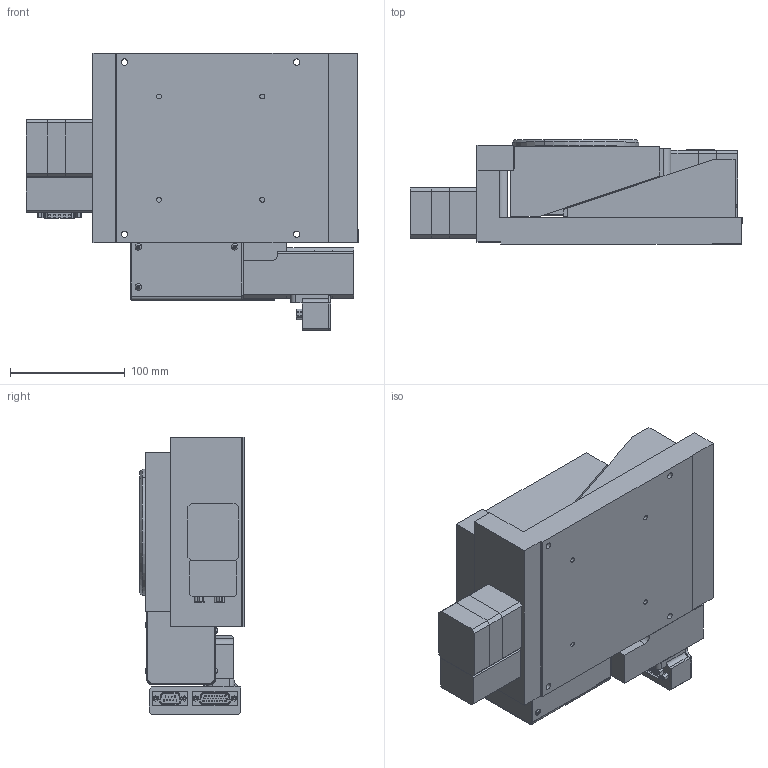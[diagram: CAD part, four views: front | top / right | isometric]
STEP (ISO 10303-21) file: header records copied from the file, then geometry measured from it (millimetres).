
FILE_DESCRIPTION (( 'STEP AP214' ), '1' );
FILE_NAME ('28581-temp.STEP', '2018-12-11T13:41:41', ( '' ), ( '' ), 'SwSTEP 2.0', 'SolidWorks 2016', '' );
FILE_SCHEMA (( 'AUTOMOTIVE_DESIGN' ));
Length unit declared in the file: millimetre
Products named in the file (29): 1000042_Export; 1000014_Export; 1000158_Export; 1000165_Export; 1000093_Export; 1000104_Export; 1000155_Export; 1000091_Export; 1000037_Export; 1000019_Export; 1000082_file_export177; 1000094_Export; 28581-temp; 1000154_Export; 1000013_Export; 1000157_Export; 1000112_Export; 1000023_Export; 1000036_Export; 1000081_file_export172; 1000126_Export; 1000092_Export; 1000035_Export; 1000085_file_export181; 1000090_file_export173; 1000084_file_export179; 1000086_file_export174; 1000026_file_export553; 1000111_file_export527
Assembly tree (36 placements, depth 3):
  1000082_file_export177
  28581-temp
    1000091_Export
      1000081_file_export172
      1000084_file_export179
    1000035_Export  x2
    1000155_Export
      1000154_Export
    1000042_Export
    1000094_Export
    1000093_Export
    1000092_Export  x2
    1000036_Export  x2
    1000126_Export
    1000019_Export  x7
    1000165_Export
    1000112_Export
    1000037_Export
    1000104_Export
    1000157_Export
    1000158_Export
    1000013_Export
    1000023_Export
    1000014_Export  x4
    1000111_file_export527
    1000026_file_export553
  1000085_file_export181
  1000090_file_export173
  1000086_file_export174
Bounding box: 289.4 x 91 x 241.5 mm (x, y, z)
Volume: 3534429.5 mm3; surface area: 459299.2 mm2
Topology: 38 solids, 38 shells, 1645 faces, 3883 edges, 2467 vertices
Faces by surface type: plane 874, cylinder 383, bspline 322, cone 50, sphere 14, torus 2
Entity records: 64285 total; most frequent: CARTESIAN_POINT 20172, ORIENTED_EDGE 6786, DIRECTION 6115, EDGE_CURVE 3393, VERTEX_POINT 2179, AXIS2_PLACEMENT_3D 2050, VECTOR 2015, LINE 2015
